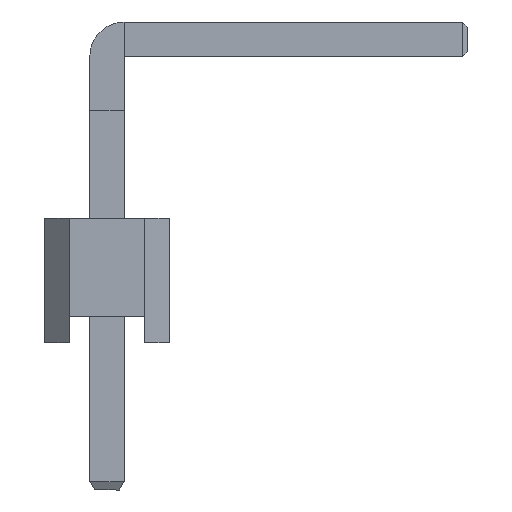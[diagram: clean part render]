
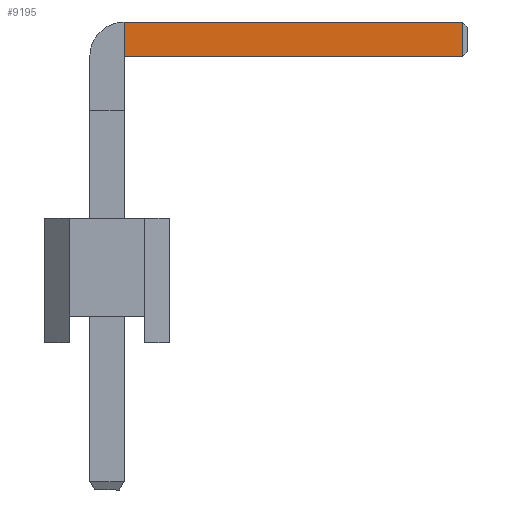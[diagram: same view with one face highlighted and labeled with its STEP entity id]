
A CAD part, left-side view. The second image highlights one B-rep face of the part: STEP entity #9195.
In plain terms, the highlighted planar face has unit normal (-1, 0, 0).
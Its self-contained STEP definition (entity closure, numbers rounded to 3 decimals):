
#134 = CARTESIAN_POINT ( 'NONE',  ( -6.701, -0.332, 5.84 ) ) ;
#619 = CARTESIAN_POINT ( 'NONE',  ( -6.7, 0.368, -3. ) ) ;
#715 = ORIENTED_EDGE ( 'NONE', *, *, #6787, .F. ) ;
#1104 = VERTEX_POINT ( 'NONE', #9432 ) ;
#1604 = LINE ( 'NONE', #8096, #9246 ) ;
#2265 = CARTESIAN_POINT ( 'NONE',  ( -6.7, -7.232, -3. ) ) ;
#2400 = DIRECTION ( 'NONE',  ( 0., 0., 1. ) ) ;
#2468 = ORIENTED_EDGE ( 'NONE', *, *, #8307, .T. ) ;
#2690 = B_SPLINE_CURVE_WITH_KNOTS ( 'NONE', 3,
 ( #7073, #9781, #7945, #134 ),
 .UNSPECIFIED., .F., .F.,
 ( 4, 4 ),
 ( 0., 1. ),
 .UNSPECIFIED. ) ;
#3045 = ORIENTED_EDGE ( 'NONE', *, *, #9765, .T. ) ;
#3258 = VECTOR ( 'NONE', #3535, 1000. ) ;
#3535 = DIRECTION ( 'NONE',  ( 0., 1., 0. ) ) ;
#3698 = CARTESIAN_POINT ( 'NONE',  ( -6.7, -7.232, 6.54 ) ) ;
#3931 = DIRECTION ( 'NONE',  ( 0., 0., 1. ) ) ;
#4172 = VECTOR ( 'NONE', #3931, 1000. ) ;
#4253 = ORIENTED_EDGE ( 'NONE', *, *, #10456, .T. ) ;
#4872 = DIRECTION ( 'NONE',  ( -1., 0., 0. ) ) ;
#5041 = VERTEX_POINT ( 'NONE', #3698 ) ;
#5498 = VERTEX_POINT ( 'NONE', #9101 ) ;
#6151 = CARTESIAN_POINT ( 'NONE',  ( -6.7, -7.232, 5.84 ) ) ;
#6747 = PLANE ( 'NONE',  #7184 ) ;
#6787 = EDGE_CURVE ( 'NONE', #7838, #5498, #1604, .T. ) ;
#6940 = CARTESIAN_POINT ( 'NONE',  ( -6.7, 0.368, 6.54 ) ) ;
#6970 = EDGE_LOOP ( 'NONE', ( #3045, #2468, #4253, #715 ) ) ;
#7073 = CARTESIAN_POINT ( 'NONE',  ( -6.701, -0.332, 6.54 ) ) ;
#7184 = AXIS2_PLACEMENT_3D ( 'NONE', #619, #4872, #2400 ) ;
#7838 = VERTEX_POINT ( 'NONE', #6151 ) ;
#7945 = CARTESIAN_POINT ( 'NONE',  ( -6.7, -0.332, 6.073 ) ) ;
#8096 = CARTESIAN_POINT ( 'NONE',  ( -6.7, 0.368, 5.84 ) ) ;
#8307 = EDGE_CURVE ( 'NONE', #5041, #1104, #10240, .T. ) ;
#8942 = DIRECTION ( 'NONE',  ( 0., 1., 0. ) ) ;
#9101 = CARTESIAN_POINT ( 'NONE',  ( -6.701, -0.332, 5.84 ) ) ;
#9195 = ADVANCED_FACE ( 'NONE', ( #9535 ), #6747, .T. ) ;
#9246 = VECTOR ( 'NONE', #8942, 1000. ) ;
#9432 = CARTESIAN_POINT ( 'NONE',  ( -6.701, -0.332, 6.54 ) ) ;
#9535 = FACE_OUTER_BOUND ( 'NONE', #6970, .T. ) ;
#9653 = LINE ( 'NONE', #2265, #4172 ) ;
#9765 = EDGE_CURVE ( 'NONE', #7838, #5041, #9653, .T. ) ;
#9781 = CARTESIAN_POINT ( 'NONE',  ( -6.7, -0.332, 6.307 ) ) ;
#10240 = LINE ( 'NONE', #6940, #3258 ) ;
#10456 = EDGE_CURVE ( 'NONE', #1104, #5498, #2690, .T. ) ;
